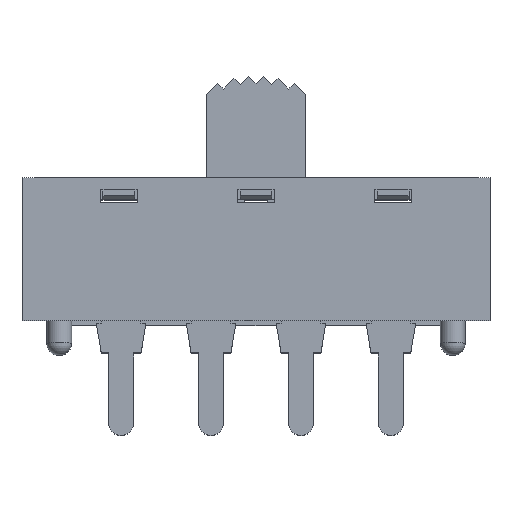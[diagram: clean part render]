
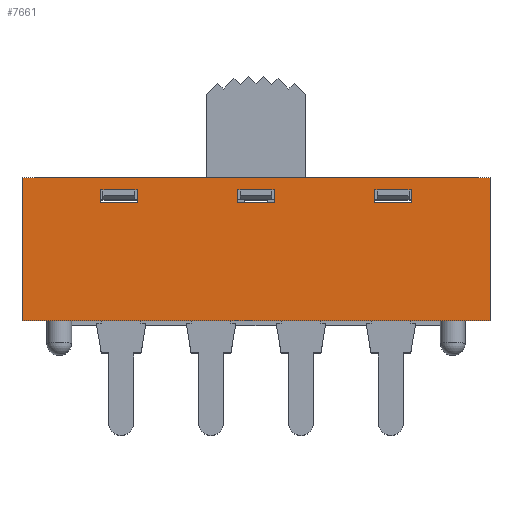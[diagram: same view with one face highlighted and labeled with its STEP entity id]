
A CAD part, top view. The second image highlights one B-rep face of the part: STEP entity #7661.
In plain terms, the highlighted planar face has unit normal (0, 0, 1).
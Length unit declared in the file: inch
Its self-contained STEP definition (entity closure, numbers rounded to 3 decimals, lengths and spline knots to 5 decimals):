
#46=DIRECTION('',(1.,0.,0.));
#47=VECTOR('',#46,0.942);
#48=CARTESIAN_POINT('',(-0.471,-0.144,0.2125));
#49=LINE('',#48,#47);
#358=DIRECTION('',(0.,-1.,0.));
#359=VECTOR('',#358,0.288);
#360=CARTESIAN_POINT('',(-0.471,0.144,0.2125));
#361=LINE('',#360,#359);
#374=DIRECTION('',(1.,0.,0.));
#375=VECTOR('',#374,0.942);
#376=CARTESIAN_POINT('',(-0.471,0.144,0.2125));
#377=LINE('',#376,#375);
#378=DIRECTION('',(-1.,0.,0.));
#379=VECTOR('',#378,0.0055);
#380=CARTESIAN_POINT('',(-0.308,0.119,0.2125));
#381=LINE('',#380,#379);
#382=DIRECTION('',(0.,-1.,0.));
#383=VECTOR('',#382,0.025);
#384=CARTESIAN_POINT('',(-0.3135,0.119,0.2125));
#385=LINE('',#384,#383);
#386=DIRECTION('',(1.,0.,0.));
#387=VECTOR('',#386,0.075);
#388=CARTESIAN_POINT('',(-0.3135,0.094,0.2125));
#389=LINE('',#388,#387);
#390=DIRECTION('',(0.,1.,0.));
#391=VECTOR('',#390,0.025);
#392=CARTESIAN_POINT('',(-0.2385,0.094,0.2125));
#393=LINE('',#392,#391);
#394=DIRECTION('',(-1.,0.,0.));
#395=VECTOR('',#394,0.0055);
#396=CARTESIAN_POINT('',(-0.2385,0.119,0.2125));
#397=LINE('',#396,#395);
#398=DIRECTION('',(1.,0.,0.));
#399=VECTOR('',#398,0.064);
#400=CARTESIAN_POINT('',(-0.308,0.119,0.2125));
#401=LINE('',#400,#399);
#402=DIRECTION('',(-1.,0.,0.));
#403=VECTOR('',#402,0.0055);
#404=CARTESIAN_POINT('',(-0.032,0.119,0.2125));
#405=LINE('',#404,#403);
#406=DIRECTION('',(0.,-1.,0.));
#407=VECTOR('',#406,0.025);
#408=CARTESIAN_POINT('',(-0.0375,0.119,0.2125));
#409=LINE('',#408,#407);
#410=DIRECTION('',(1.,0.,0.));
#411=VECTOR('',#410,0.075);
#412=CARTESIAN_POINT('',(-0.0375,0.094,0.2125));
#413=LINE('',#412,#411);
#414=DIRECTION('',(0.,1.,0.));
#415=VECTOR('',#414,0.025);
#416=CARTESIAN_POINT('',(0.0375,0.094,0.2125));
#417=LINE('',#416,#415);
#418=DIRECTION('',(-1.,0.,0.));
#419=VECTOR('',#418,0.0055);
#420=CARTESIAN_POINT('',(0.0375,0.119,0.2125));
#421=LINE('',#420,#419);
#422=DIRECTION('',(1.,0.,0.));
#423=VECTOR('',#422,0.064);
#424=CARTESIAN_POINT('',(-0.032,0.119,0.2125));
#425=LINE('',#424,#423);
#426=DIRECTION('',(-1.,0.,0.));
#427=VECTOR('',#426,0.0055);
#428=CARTESIAN_POINT('',(0.244,0.119,0.2125));
#429=LINE('',#428,#427);
#430=DIRECTION('',(0.,-1.,0.));
#431=VECTOR('',#430,0.025);
#432=CARTESIAN_POINT('',(0.2385,0.119,0.2125));
#433=LINE('',#432,#431);
#434=DIRECTION('',(1.,0.,0.));
#435=VECTOR('',#434,0.075);
#436=CARTESIAN_POINT('',(0.2385,0.094,0.2125));
#437=LINE('',#436,#435);
#438=DIRECTION('',(0.,1.,0.));
#439=VECTOR('',#438,0.025);
#440=CARTESIAN_POINT('',(0.3135,0.094,0.2125));
#441=LINE('',#440,#439);
#442=DIRECTION('',(-1.,0.,0.));
#443=VECTOR('',#442,0.0055);
#444=CARTESIAN_POINT('',(0.3135,0.119,0.2125));
#445=LINE('',#444,#443);
#446=DIRECTION('',(1.,0.,0.));
#447=VECTOR('',#446,0.064);
#448=CARTESIAN_POINT('',(0.244,0.119,0.2125));
#449=LINE('',#448,#447);
#642=DIRECTION('',(0.,-1.,0.));
#643=VECTOR('',#642,0.288);
#644=CARTESIAN_POINT('',(0.471,0.144,0.2125));
#645=LINE('',#644,#643);
#5636=CARTESIAN_POINT('',(-0.471,0.144,0.2125));
#5637=CARTESIAN_POINT('',(-0.471,-0.144,0.2125));
#5638=VERTEX_POINT('',#5636);
#5639=VERTEX_POINT('',#5637);
#5644=CARTESIAN_POINT('',(0.471,0.144,0.2125));
#5645=CARTESIAN_POINT('',(0.471,-0.144,0.2125));
#5646=VERTEX_POINT('',#5644);
#5647=VERTEX_POINT('',#5645);
#5836=CARTESIAN_POINT('',(-0.3135,0.119,0.2125));
#5837=CARTESIAN_POINT('',(-0.3135,0.094,0.2125));
#5838=VERTEX_POINT('',#5836);
#5839=VERTEX_POINT('',#5837);
#5840=CARTESIAN_POINT('',(-0.2385,0.094,0.2125));
#5841=VERTEX_POINT('',#5840);
#5842=CARTESIAN_POINT('',(-0.2385,0.119,0.2125));
#5843=VERTEX_POINT('',#5842);
#5868=CARTESIAN_POINT('',(-0.0375,0.119,0.2125));
#5869=CARTESIAN_POINT('',(-0.0375,0.094,0.2125));
#5870=VERTEX_POINT('',#5868);
#5871=VERTEX_POINT('',#5869);
#5872=CARTESIAN_POINT('',(0.0375,0.094,0.2125));
#5873=VERTEX_POINT('',#5872);
#5874=CARTESIAN_POINT('',(0.0375,0.119,0.2125));
#5875=VERTEX_POINT('',#5874);
#5900=CARTESIAN_POINT('',(0.2385,0.119,0.2125));
#5901=CARTESIAN_POINT('',(0.2385,0.094,0.2125));
#5902=VERTEX_POINT('',#5900);
#5903=VERTEX_POINT('',#5901);
#5904=CARTESIAN_POINT('',(0.3135,0.094,0.2125));
#5905=VERTEX_POINT('',#5904);
#5906=CARTESIAN_POINT('',(0.3135,0.119,0.2125));
#5907=VERTEX_POINT('',#5906);
#7325=CARTESIAN_POINT('',(-0.308,0.119,0.2125));
#7326=CARTESIAN_POINT('',(-0.244,0.119,0.2125));
#7327=VERTEX_POINT('',#7325);
#7328=VERTEX_POINT('',#7326);
#7329=CARTESIAN_POINT('',(-0.032,0.119,0.2125));
#7330=CARTESIAN_POINT('',(0.032,0.119,0.2125));
#7331=VERTEX_POINT('',#7329);
#7332=VERTEX_POINT('',#7330);
#7333=CARTESIAN_POINT('',(0.244,0.119,0.2125));
#7334=CARTESIAN_POINT('',(0.308,0.119,0.2125));
#7335=VERTEX_POINT('',#7333);
#7336=VERTEX_POINT('',#7334);
#7606=CARTESIAN_POINT('',(-0.471,0.144,0.2125));
#7607=DIRECTION('',(0.,0.,1.));
#7608=DIRECTION('',(0.,-1.,0.));
#7609=AXIS2_PLACEMENT_3D('',#7606,#7607,#7608);
#7610=PLANE('',#7609);
#7611=ORIENTED_EDGE('',*,*,#7596,.F.);
#7613=ORIENTED_EDGE('',*,*,#7612,.T.);
#7615=ORIENTED_EDGE('',*,*,#7614,.T.);
#7616=ORIENTED_EDGE('',*,*,#7414,.F.);
#7617=EDGE_LOOP('',(#7611,#7613,#7615,#7616));
#7618=FACE_OUTER_BOUND('',#7617,.F.);
#7620=ORIENTED_EDGE('',*,*,#7619,.T.);
#7622=ORIENTED_EDGE('',*,*,#7621,.T.);
#7624=ORIENTED_EDGE('',*,*,#7623,.T.);
#7626=ORIENTED_EDGE('',*,*,#7625,.T.);
#7628=ORIENTED_EDGE('',*,*,#7627,.T.);
#7630=ORIENTED_EDGE('',*,*,#7629,.F.);
#7631=EDGE_LOOP('',(#7620,#7622,#7624,#7626,#7628,#7630));
#7632=FACE_BOUND('',#7631,.F.);
#7634=ORIENTED_EDGE('',*,*,#7633,.T.);
#7636=ORIENTED_EDGE('',*,*,#7635,.T.);
#7638=ORIENTED_EDGE('',*,*,#7637,.T.);
#7640=ORIENTED_EDGE('',*,*,#7639,.T.);
#7642=ORIENTED_EDGE('',*,*,#7641,.T.);
#7644=ORIENTED_EDGE('',*,*,#7643,.F.);
#7645=EDGE_LOOP('',(#7634,#7636,#7638,#7640,#7642,#7644));
#7646=FACE_BOUND('',#7645,.F.);
#7648=ORIENTED_EDGE('',*,*,#7647,.T.);
#7650=ORIENTED_EDGE('',*,*,#7649,.T.);
#7652=ORIENTED_EDGE('',*,*,#7651,.T.);
#7654=ORIENTED_EDGE('',*,*,#7653,.T.);
#7656=ORIENTED_EDGE('',*,*,#7655,.T.);
#7658=ORIENTED_EDGE('',*,*,#7657,.F.);
#7659=EDGE_LOOP('',(#7648,#7650,#7652,#7654,#7656,#7658));
#7660=FACE_BOUND('',#7659,.F.);
#7661=ADVANCED_FACE('',(#7618,#7632,#7646,#7660),#7610,.T.);
#7414=EDGE_CURVE('',#5639,#5647,#49,.T.);
#7596=EDGE_CURVE('',#5638,#5639,#361,.T.);
#7612=EDGE_CURVE('',#5638,#5646,#377,.T.);
#7614=EDGE_CURVE('',#5646,#5647,#645,.T.);
#7619=EDGE_CURVE('',#7327,#5838,#381,.T.);
#7621=EDGE_CURVE('',#5838,#5839,#385,.T.);
#7623=EDGE_CURVE('',#5839,#5841,#389,.T.);
#7625=EDGE_CURVE('',#5841,#5843,#393,.T.);
#7627=EDGE_CURVE('',#5843,#7328,#397,.T.);
#7629=EDGE_CURVE('',#7327,#7328,#401,.T.);
#7633=EDGE_CURVE('',#7331,#5870,#405,.T.);
#7635=EDGE_CURVE('',#5870,#5871,#409,.T.);
#7637=EDGE_CURVE('',#5871,#5873,#413,.T.);
#7639=EDGE_CURVE('',#5873,#5875,#417,.T.);
#7641=EDGE_CURVE('',#5875,#7332,#421,.T.);
#7643=EDGE_CURVE('',#7331,#7332,#425,.T.);
#7647=EDGE_CURVE('',#7335,#5902,#429,.T.);
#7649=EDGE_CURVE('',#5902,#5903,#433,.T.);
#7651=EDGE_CURVE('',#5903,#5905,#437,.T.);
#7653=EDGE_CURVE('',#5905,#5907,#441,.T.);
#7655=EDGE_CURVE('',#5907,#7336,#445,.T.);
#7657=EDGE_CURVE('',#7335,#7336,#449,.T.);
